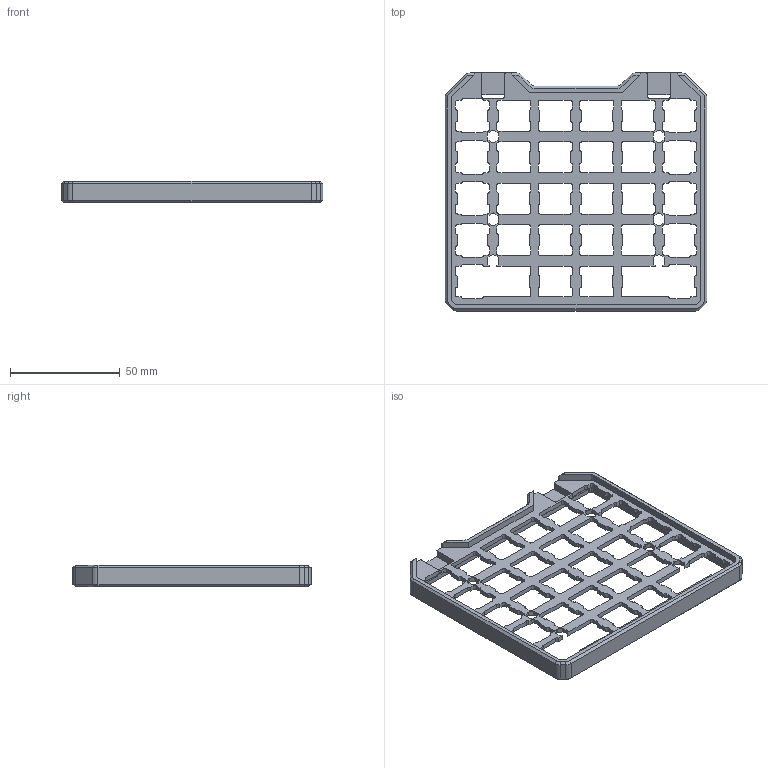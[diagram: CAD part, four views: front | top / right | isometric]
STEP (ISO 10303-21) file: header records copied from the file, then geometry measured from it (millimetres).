
FILE_DESCRIPTION (( 'STEP AP214' ), '1' );
FILE_NAME ('CNCZYGFIVE-2-11-19.STEP', '2019-02-12T03:07:47', ( '' ), ( '' ), 'SwSTEP 2.0', 'SolidWorks 2017', '' );
FILE_SCHEMA (( 'AUTOMOTIVE_DESIGN' ));
Length unit declared in the file: millimetre
Products named in the file (1): CNCZYGFIVE-2-11-19
Bounding box: 119.4 x 108.6 x 10 mm (x, y, z)
Volume: 23175.8 mm3; surface area: 22749.8 mm2
Topology: 1 solids, 1 shells, 755 faces, 2220 edges, 1464 vertices
Faces by surface type: plane 379, cylinder 352, cone 24
Entity records: 25402 total; most frequent: CARTESIAN_POINT 4458, DIRECTION 4448, ORIENTED_EDGE 4440, EDGE_CURVE 2220, LINE 1492, VECTOR 1492, AXIS2_PLACEMENT_3D 1478, VERTEX_POINT 1464
